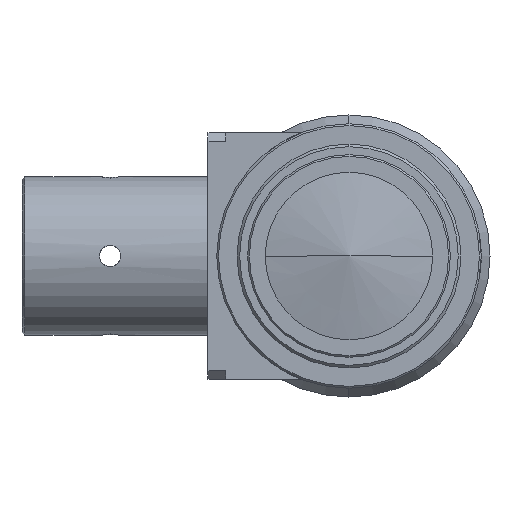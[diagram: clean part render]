
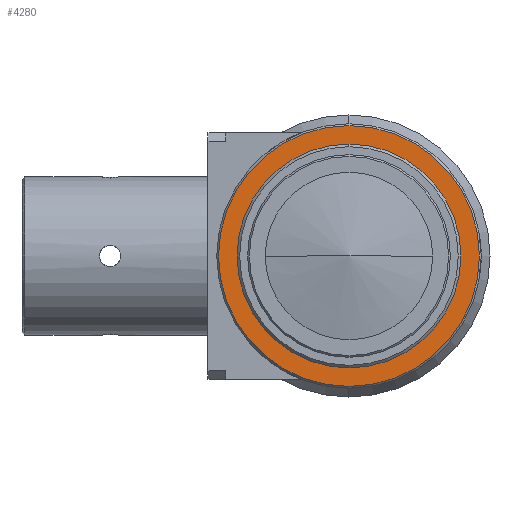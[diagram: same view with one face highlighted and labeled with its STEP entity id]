
A CAD part, left-side view. The second image highlights one B-rep face of the part: STEP entity #4280.
In plain terms, the highlighted planar face has unit normal (-1, 0, 0).
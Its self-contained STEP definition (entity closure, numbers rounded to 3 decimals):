
#41 = VERTEX_POINT ( 'NONE', #1688 ) ;
#260 = EDGE_LOOP ( 'NONE', ( #745, #2856 ) ) ;
#300 = CARTESIAN_POINT ( 'NONE',  ( -86.5, 0., 0. ) ) ;
#342 = AXIS2_PLACEMENT_3D ( 'NONE', #1338, #3077, #2410 ) ;
#745 = ORIENTED_EDGE ( 'NONE', *, *, #4143, .T. ) ;
#764 = AXIS2_PLACEMENT_3D ( 'NONE', #300, #2739, #1346 ) ;
#883 = DIRECTION ( 'NONE',  ( 0., 0., -1. ) ) ;
#904 = AXIS2_PLACEMENT_3D ( 'NONE', #3687, #4053, #883 ) ;
#1084 = EDGE_LOOP ( 'NONE', ( #2758, #4153 ) ) ;
#1283 = AXIS2_PLACEMENT_3D ( 'NONE', #3925, #2146, #2451 ) ;
#1338 = CARTESIAN_POINT ( 'NONE',  ( -86.5, -14.978, 14.978 ) ) ;
#1346 = DIRECTION ( 'NONE',  ( 0., 0., 1. ) ) ;
#1504 = VERTEX_POINT ( 'NONE', #4436 ) ;
#1556 = EDGE_CURVE ( 'NONE', #41, #1504, #3865, .T. ) ;
#1688 = CARTESIAN_POINT ( 'NONE',  ( -86.5, 0., 14.8 ) ) ;
#1772 = CARTESIAN_POINT ( 'NONE',  ( -86.5, 0., 0. ) ) ;
#1967 = FACE_BOUND ( 'NONE', #1084, .T. ) ;
#2073 = VERTEX_POINT ( 'NONE', #3898 ) ;
#2104 = DIRECTION ( 'NONE',  ( 0., 0., -1. ) ) ;
#2146 = DIRECTION ( 'NONE',  ( -1., 0., 0. ) ) ;
#2233 = FACE_OUTER_BOUND ( 'NONE', #260, .T. ) ;
#2393 = AXIS2_PLACEMENT_3D ( 'NONE', #1772, #4563, #2104 ) ;
#2410 = DIRECTION ( 'NONE',  ( 0., 0., -1. ) ) ;
#2451 = DIRECTION ( 'NONE',  ( 0., 0., 1. ) ) ;
#2532 = EDGE_CURVE ( 'NONE', #2775, #2073, #3659, .T. ) ;
#2739 = DIRECTION ( 'NONE',  ( -1., 0., 0. ) ) ;
#2758 = ORIENTED_EDGE ( 'NONE', *, *, #4347, .F. ) ;
#2775 = VERTEX_POINT ( 'NONE', #3967 ) ;
#2856 = ORIENTED_EDGE ( 'NONE', *, *, #1556, .T. ) ;
#3077 = DIRECTION ( 'NONE',  ( 1., 0., 0. ) ) ;
#3102 = PLANE ( 'NONE',  #342 ) ;
#3659 = CIRCLE ( 'NONE', #764, 12.3 ) ;
#3687 = CARTESIAN_POINT ( 'NONE',  ( -86.5, 0., 0. ) ) ;
#3842 = CIRCLE ( 'NONE', #1283, 12.3 ) ;
#3865 = CIRCLE ( 'NONE', #904, 14.8 ) ;
#3898 = CARTESIAN_POINT ( 'NONE',  ( -86.5, 0., 12.3 ) ) ;
#3925 = CARTESIAN_POINT ( 'NONE',  ( -86.5, 0., 0. ) ) ;
#3967 = CARTESIAN_POINT ( 'NONE',  ( -86.5, 0., -12.3 ) ) ;
#4053 = DIRECTION ( 'NONE',  ( -1., 0., 0. ) ) ;
#4129 = CIRCLE ( 'NONE', #2393, 14.8 ) ;
#4143 = EDGE_CURVE ( 'NONE', #1504, #41, #4129, .T. ) ;
#4153 = ORIENTED_EDGE ( 'NONE', *, *, #2532, .F. ) ;
#4280 = ADVANCED_FACE ( 'NONE', ( #1967, #2233 ), #3102, .F. ) ;
#4347 = EDGE_CURVE ( 'NONE', #2073, #2775, #3842, .T. ) ;
#4436 = CARTESIAN_POINT ( 'NONE',  ( -86.5, 0., -14.8 ) ) ;
#4563 = DIRECTION ( 'NONE',  ( -1., 0., 0. ) ) ;
